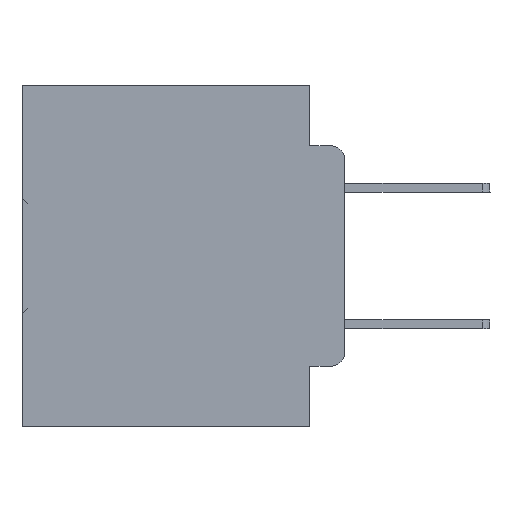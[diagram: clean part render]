
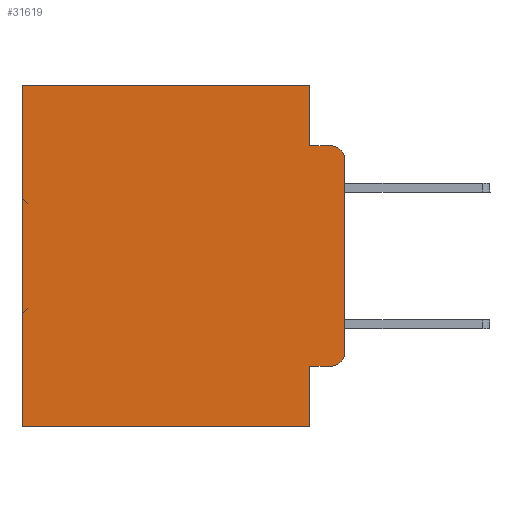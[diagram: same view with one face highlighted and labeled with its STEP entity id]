
A CAD part, left-side view. The second image highlights one B-rep face of the part: STEP entity #31619.
In plain terms, the highlighted planar face has unit normal (-1, 0, 0).
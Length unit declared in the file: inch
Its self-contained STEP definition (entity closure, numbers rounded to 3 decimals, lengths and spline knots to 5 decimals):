
#226 = CARTESIAN_POINT ( 'NONE',  ( 0.298, 0.02, -0.0885 ) ) ;
#730 = DIRECTION ( 'NONE',  ( 0., -1., 0. ) ) ;
#748 = EDGE_CURVE ( 'NONE', #1855, #14582, #30815, .T. ) ;
#928 = ORIENTED_EDGE ( 'NONE', *, *, #748, .T. ) ;
#1600 = ORIENTED_EDGE ( 'NONE', *, *, #28810, .T. ) ;
#1727 = VECTOR ( 'NONE', #8554, 39.37008 ) ;
#1827 = EDGE_CURVE ( 'NONE', #17360, #12311, #33895, .T. ) ;
#1855 = VERTEX_POINT ( 'NONE', #27227 ) ;
#2111 = VECTOR ( 'NONE', #730, 39.37008 ) ;
#2376 = PLANE ( 'NONE',  #7267 ) ;
#2875 = ORIENTED_EDGE ( 'NONE', *, *, #28386, .F. ) ;
#3074 = LINE ( 'NONE', #21145, #25530 ) ;
#3476 = ORIENTED_EDGE ( 'NONE', *, *, #37541, .F. ) ;
#4623 = AXIS2_PLACEMENT_3D ( 'NONE', #5998, #26458, #8955 ) ;
#4986 = EDGE_LOOP ( 'NONE', ( #14973, #12098, #3476, #2875, #1600, #928, #19231, #10241, #28593, #21558 ) ) ;
#5334 = CARTESIAN_POINT ( 'NONE',  ( 0.298, 0., 0. ) ) ;
#5622 = EDGE_CURVE ( 'NONE', #22588, #20444, #3074, .T. ) ;
#5866 = CARTESIAN_POINT ( 'NONE',  ( 0.298, 0., -0.1085 ) ) ;
#5922 = CARTESIAN_POINT ( 'NONE',  ( 0.298, 0.051, -0.5 ) ) ;
#5998 = CARTESIAN_POINT ( 'NONE',  ( 0.298, 0.02, -0.3915 ) ) ;
#7267 = AXIS2_PLACEMENT_3D ( 'NONE', #5334, #11259, #31643 ) ;
#7765 = VECTOR ( 'NONE', #25691, 39.37008 ) ;
#8439 = DIRECTION ( 'NONE',  ( 0., -1., 0. ) ) ;
#8554 = DIRECTION ( 'NONE',  ( 0., 1., 0. ) ) ;
#8955 = DIRECTION ( 'NONE',  ( 0., 0., -1. ) ) ;
#9353 = CARTESIAN_POINT ( 'NONE',  ( 0.298, 0.051, 0. ) ) ;
#9545 = CARTESIAN_POINT ( 'NONE',  ( 0.298, 0.051, -0.4115 ) ) ;
#9615 = LINE ( 'NONE', #9353, #24252 ) ;
#9776 = CIRCLE ( 'NONE', #4623, 0.02 ) ;
#9844 = LINE ( 'NONE', #27101, #24481 ) ;
#9947 = LINE ( 'NONE', #9545, #2111 ) ;
#10241 = ORIENTED_EDGE ( 'NONE', *, *, #5622, .F. ) ;
#11254 = VERTEX_POINT ( 'NONE', #19061 ) ;
#11259 = DIRECTION ( 'NONE',  ( 1., 0., 0. ) ) ;
#12098 = ORIENTED_EDGE ( 'NONE', *, *, #1827, .T. ) ;
#12311 = VERTEX_POINT ( 'NONE', #226 ) ;
#12422 = DIRECTION ( 'NONE',  ( 0., 0., -1. ) ) ;
#12549 = DIRECTION ( 'NONE',  ( 0., 1., 0. ) ) ;
#13369 = DIRECTION ( 'NONE',  ( 0., 0., -1. ) ) ;
#14582 = VERTEX_POINT ( 'NONE', #25245 ) ;
#14973 = ORIENTED_EDGE ( 'NONE', *, *, #15356, .F. ) ;
#15356 = EDGE_CURVE ( 'NONE', #17360, #30216, #15598, .T. ) ;
#15598 = LINE ( 'NONE', #34297, #7765 ) ;
#16480 = LINE ( 'NONE', #26066, #1727 ) ;
#17193 = AXIS2_PLACEMENT_3D ( 'NONE', #26059, #26023, #27357 ) ;
#17360 = VERTEX_POINT ( 'NONE', #5866 ) ;
#17616 = CARTESIAN_POINT ( 'NONE',  ( 0.298, 0.02, -0.4115 ) ) ;
#19061 = CARTESIAN_POINT ( 'NONE',  ( 0.298, 0.051, 0. ) ) ;
#19231 = ORIENTED_EDGE ( 'NONE', *, *, #31228, .F. ) ;
#19766 = VERTEX_POINT ( 'NONE', #29102 ) ;
#20444 = VERTEX_POINT ( 'NONE', #5922 ) ;
#20677 = VECTOR ( 'NONE', #8439, 39.37008 ) ;
#21145 = CARTESIAN_POINT ( 'NONE',  ( 0.298, 0.051, 0. ) ) ;
#21558 = ORIENTED_EDGE ( 'NONE', *, *, #22232, .T. ) ;
#22232 = EDGE_CURVE ( 'NONE', #32929, #30216, #9776, .T. ) ;
#22588 = VERTEX_POINT ( 'NONE', #30859 ) ;
#23141 = VECTOR ( 'NONE', #27265, 39.37008 ) ;
#24252 = VECTOR ( 'NONE', #12422, 39.37008 ) ;
#24481 = VECTOR ( 'NONE', #12549, 39.37008 ) ;
#25245 = CARTESIAN_POINT ( 'NONE',  ( 0.298, 0.473, -0.5 ) ) ;
#25530 = VECTOR ( 'NONE', #13369, 39.37008 ) ;
#25691 = DIRECTION ( 'NONE',  ( 0., 0., -1. ) ) ;
#26023 = DIRECTION ( 'NONE',  ( -1., 0., 0. ) ) ;
#26059 = CARTESIAN_POINT ( 'NONE',  ( 0.298, 0.02, -0.1085 ) ) ;
#26066 = CARTESIAN_POINT ( 'NONE',  ( 0.298, 0., 0. ) ) ;
#26458 = DIRECTION ( 'NONE',  ( -1., 0., 0. ) ) ;
#27101 = CARTESIAN_POINT ( 'NONE',  ( 0.298, 0., -0.5 ) ) ;
#27227 = CARTESIAN_POINT ( 'NONE',  ( 0.298, 0.473, 0. ) ) ;
#27265 = DIRECTION ( 'NONE',  ( 0., 0., -1. ) ) ;
#27357 = DIRECTION ( 'NONE',  ( 0., 0., -1. ) ) ;
#27399 = CARTESIAN_POINT ( 'NONE',  ( 0.298, 0.473, 0. ) ) ;
#28082 = FACE_OUTER_BOUND ( 'NONE', #4986, .T. ) ;
#28386 = EDGE_CURVE ( 'NONE', #11254, #19766, #9615, .T. ) ;
#28593 = ORIENTED_EDGE ( 'NONE', *, *, #36471, .T. ) ;
#28810 = EDGE_CURVE ( 'NONE', #11254, #1855, #16480, .T. ) ;
#29102 = CARTESIAN_POINT ( 'NONE',  ( 0.298, 0.051, -0.0885 ) ) ;
#30216 = VERTEX_POINT ( 'NONE', #34500 ) ;
#30815 = LINE ( 'NONE', #27399, #23141 ) ;
#30859 = CARTESIAN_POINT ( 'NONE',  ( 0.298, 0.051, -0.4115 ) ) ;
#31228 = EDGE_CURVE ( 'NONE', #20444, #14582, #9844, .T. ) ;
#31619 = ADVANCED_FACE ( 'NONE', ( #28082 ), #2376, .F. ) ;
#31643 = DIRECTION ( 'NONE',  ( 0., 0., -1. ) ) ;
#31785 = CARTESIAN_POINT ( 'NONE',  ( 0.298, 0.051, -0.0885 ) ) ;
#32929 = VERTEX_POINT ( 'NONE', #17616 ) ;
#33895 = CIRCLE ( 'NONE', #17193, 0.02 ) ;
#34297 = CARTESIAN_POINT ( 'NONE',  ( 0.298, 0., 0. ) ) ;
#34500 = CARTESIAN_POINT ( 'NONE',  ( 0.298, 0., -0.3915 ) ) ;
#36471 = EDGE_CURVE ( 'NONE', #22588, #32929, #9947, .T. ) ;
#36912 = LINE ( 'NONE', #31785, #20677 ) ;
#37541 = EDGE_CURVE ( 'NONE', #19766, #12311, #36912, .T. ) ;
